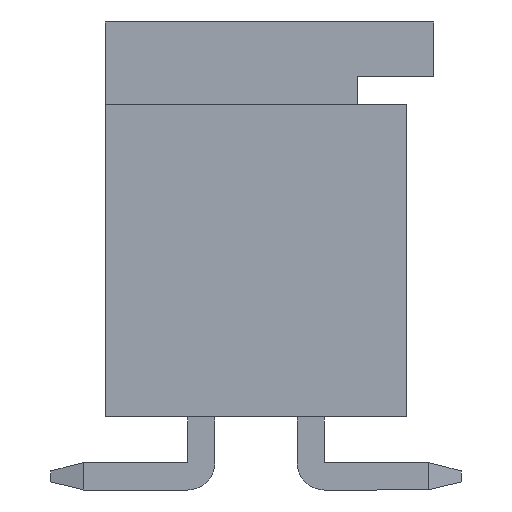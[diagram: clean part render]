
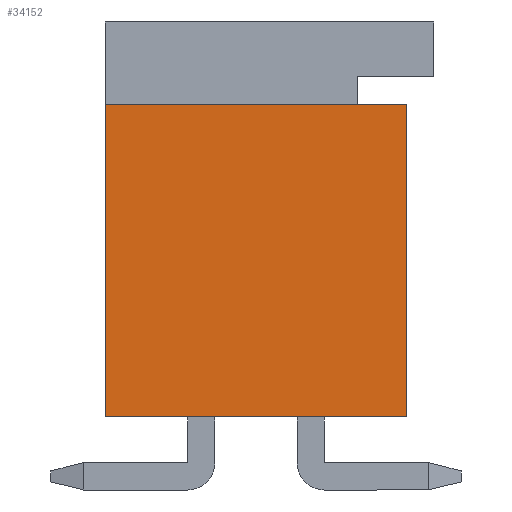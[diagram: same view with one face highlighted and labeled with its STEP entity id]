
A CAD part, front view. The second image highlights one B-rep face of the part: STEP entity #34152.
In plain terms, the highlighted face is planar.
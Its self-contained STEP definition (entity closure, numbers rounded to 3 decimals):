
#2104=ORIENTED_EDGE('',*,*,#8411,.F.);
#2105=ORIENTED_EDGE('',*,*,#7381,.F.);
#2106=ORIENTED_EDGE('',*,*,#8412,.T.);
#2107=ORIENTED_EDGE('',*,*,#8413,.T.);
#7381=EDGE_CURVE('',#10863,#10864,#12997,.T.);
#8411=EDGE_CURVE('',#10864,#11498,#14027,.T.);
#8412=EDGE_CURVE('',#10863,#11499,#14028,.T.);
#8413=EDGE_CURVE('',#11499,#11498,#14029,.T.);
#10863=VERTEX_POINT('',#43610);
#10864=VERTEX_POINT('',#43612);
#11498=VERTEX_POINT('',#45632);
#11499=VERTEX_POINT('',#45634);
#12997=LINE('',#43611,#16391);
#14027=LINE('',#45631,#17421);
#14028=LINE('',#45633,#17422);
#14029=LINE('',#45635,#17423);
#16391=VECTOR('',#37053,1000.);
#17421=VECTOR('',#38795,1000.);
#17422=VECTOR('',#38796,1000.);
#17423=VECTOR('',#38797,1000.);
#20009=EDGE_LOOP('',(#2104,#2105,#2106,#2107));
#21503=FACE_BOUND('',#20009,.T.);
#22954=PLANE('',#35564);
#34152=ADVANCED_FACE('',(#21503),#22954,.T.);
#35564=AXIS2_PLACEMENT_3D('',#45630,#38793,#38794);
#37053=DIRECTION('',(0.,1.,0.));
#38793=DIRECTION('',(1.,0.,0.));
#38794=DIRECTION('',(0.,0.,-1.));
#38795=DIRECTION('',(0.,0.,-1.));
#38796=DIRECTION('',(0.,0.,-1.));
#38797=DIRECTION('',(0.,1.,0.));
#43610=CARTESIAN_POINT('',(25.625,-2.75,2.85));
#43611=CARTESIAN_POINT('',(25.625,-2.75,2.85));
#43612=CARTESIAN_POINT('',(25.625,2.75,2.85));
#45630=CARTESIAN_POINT('',(25.625,-2.75,2.85));
#45631=CARTESIAN_POINT('',(25.625,2.75,2.85));
#45632=CARTESIAN_POINT('',(25.625,2.75,-2.85));
#45633=CARTESIAN_POINT('',(25.625,-2.75,2.85));
#45634=CARTESIAN_POINT('',(25.625,-2.75,-2.85));
#45635=CARTESIAN_POINT('',(25.625,-2.75,-2.85));
